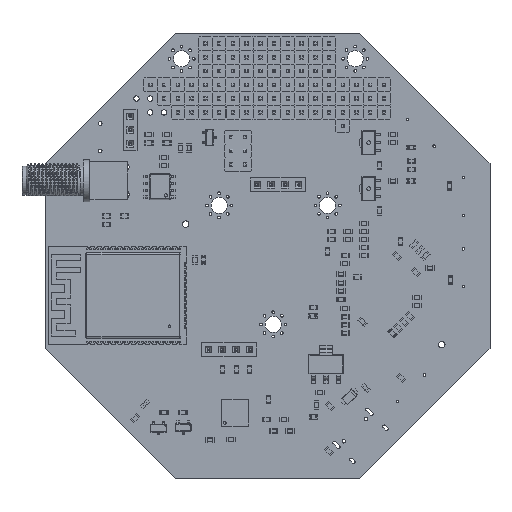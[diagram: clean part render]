
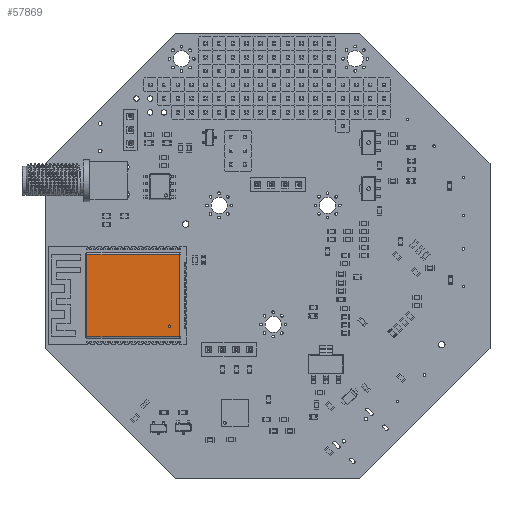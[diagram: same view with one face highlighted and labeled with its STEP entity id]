
A CAD part, top view. The second image highlights one B-rep face of the part: STEP entity #57869.
In plain terms, the highlighted planar face has unit normal (0, 0, 1).
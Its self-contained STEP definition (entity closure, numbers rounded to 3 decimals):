
#57515 = VERTEX_POINT('',#57516);
#57516 = CARTESIAN_POINT('',(-7.65,5.65,3.1));
#57539 = VERTEX_POINT('',#57540);
#57540 = CARTESIAN_POINT('',(-7.65,-11.45,3.1));
#57547 = EDGE_CURVE('',#57539,#57515,#57548,.T.);
#57548 = LINE('',#57549,#57550);
#57549 = CARTESIAN_POINT('',(-7.65,-11.7,3.1));
#57550 = VECTOR('',#57551,1.);
#57551 = DIRECTION('',(0.,1.,0.));
#57581 = VERTEX_POINT('',#57582);
#57582 = CARTESIAN_POINT('',(7.65,-11.45,3.1));
#57589 = EDGE_CURVE('',#57581,#57539,#57590,.T.);
#57590 = LINE('',#57591,#57592);
#57591 = CARTESIAN_POINT('',(7.9,-11.45,3.1));
#57592 = VECTOR('',#57593,1.);
#57593 = DIRECTION('',(-1.,0.,0.));
#57624 = VERTEX_POINT('',#57625);
#57625 = CARTESIAN_POINT('',(7.65,5.65,3.1));
#57632 = EDGE_CURVE('',#57624,#57581,#57633,.T.);
#57633 = LINE('',#57634,#57635);
#57634 = CARTESIAN_POINT('',(7.65,5.9,3.1));
#57635 = VECTOR('',#57636,1.);
#57636 = DIRECTION('',(0.,-1.,0.));
#57666 = EDGE_CURVE('',#57515,#57624,#57667,.T.);
#57667 = LINE('',#57668,#57669);
#57668 = CARTESIAN_POINT('',(-7.9,5.65,3.1));
#57669 = VECTOR('',#57670,1.);
#57670 = DIRECTION('',(1.,0.,0.));
#57869 = ADVANCED_FACE('',(#57870,#57876),#57887,.T.);
#57870 = FACE_BOUND('',#57871,.T.);
#57871 = EDGE_LOOP('',(#57872,#57873,#57874,#57875));
#57872 = ORIENTED_EDGE('',*,*,#57589,.F.);
#57873 = ORIENTED_EDGE('',*,*,#57632,.F.);
#57874 = ORIENTED_EDGE('',*,*,#57666,.F.);
#57875 = ORIENTED_EDGE('',*,*,#57547,.F.);
#57876 = FACE_BOUND('',#57877,.T.);
#57877 = EDGE_LOOP('',(#57878));
#57878 = ORIENTED_EDGE('',*,*,#57879,.F.);
#57879 = EDGE_CURVE('',#57880,#57880,#57882,.T.);
#57880 = VERTEX_POINT('',#57881);
#57881 = CARTESIAN_POINT('',(-5.45,-9.6,3.1));
#57882 = CIRCLE('',#57883,0.25);
#57883 = AXIS2_PLACEMENT_3D('',#57884,#57885,#57886);
#57884 = CARTESIAN_POINT('',(-5.7,-9.6,3.1));
#57885 = DIRECTION('',(0.,0.,1.));
#57886 = DIRECTION('',(1.,0.,-0.));
#57887 = PLANE('',#57888);
#57888 = AXIS2_PLACEMENT_3D('',#57889,#57890,#57891);
#57889 = CARTESIAN_POINT('',(0.,-2.9,3.1));
#57890 = DIRECTION('',(0.,0.,1.));
#57891 = DIRECTION('',(1.,0.,-0.));
